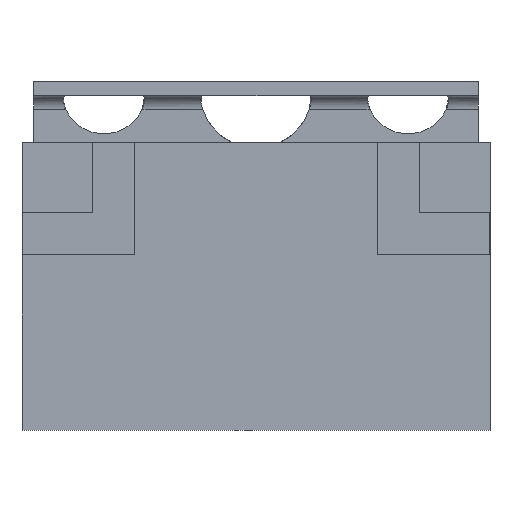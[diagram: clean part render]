
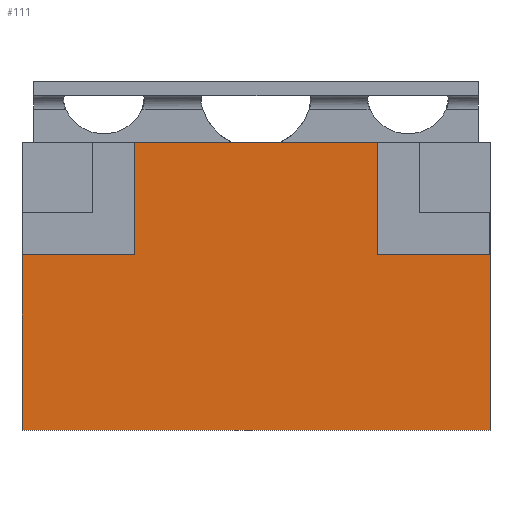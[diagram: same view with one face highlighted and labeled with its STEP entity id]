
A CAD part, left-side view. The second image highlights one B-rep face of the part: STEP entity #111.
In plain terms, the highlighted planar face has unit normal (-1, 0, 0).
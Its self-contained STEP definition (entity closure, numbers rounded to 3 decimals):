
#111=ADVANCED_FACE('',(#3265),#3267,.F.);
#3265=FACE_BOUND('',#3266,.T.);
#3266=EDGE_LOOP('',(#7840,#7841,#7842,#7843,#7844,#7845,#7846,#7847));
#3267=PLANE('',#3268);
#3268=AXIS2_PLACEMENT_3D('',#3269,#3270,#3271);
#3269=CARTESIAN_POINT('',(-2.,-5.,6.15));
#3270=DIRECTION('',(1.,0.,0.));
#3271=DIRECTION('',(0.,0.,-1.));
#7840=ORIENTED_EDGE('',*,*,#9668,.F.);
#7841=ORIENTED_EDGE('',*,*,#9700,.F.);
#7842=ORIENTED_EDGE('',*,*,#9701,.F.);
#7843=ORIENTED_EDGE('',*,*,#9684,.T.);
#7844=ORIENTED_EDGE('',*,*,#9702,.T.);
#7845=ORIENTED_EDGE('',*,*,#9703,.F.);
#7846=ORIENTED_EDGE('',*,*,#9704,.F.);
#7847=ORIENTED_EDGE('',*,*,#9705,.F.);
#9668=EDGE_CURVE('',#10607,#10609,#10610,.T.);
#9684=EDGE_CURVE('',#10640,#10638,#10641,.T.);
#9700=EDGE_CURVE('',#10668,#10607,#10669,.T.);
#9701=EDGE_CURVE('',#10640,#10668,#10670,.T.);
#9702=EDGE_CURVE('',#10638,#10671,#10672,.T.);
#9703=EDGE_CURVE('',#10673,#10671,#10674,.T.);
#9704=EDGE_CURVE('',#10675,#10673,#10676,.T.);
#9705=EDGE_CURVE('',#10609,#10675,#10677,.T.);
#10607=VERTEX_POINT('',#12162);
#10609=VERTEX_POINT('',#12166);
#10610=LINE('',#12167,#12168);
#10638=VERTEX_POINT('',#12225);
#10640=VERTEX_POINT('',#12229);
#10641=LINE('',#12230,#12231);
#10668=VERTEX_POINT('',#12289);
#10669=LINE('',#12290,#12291);
#10670=LINE('',#12293,#12294);
#10671=VERTEX_POINT('',#12296);
#10672=LINE('',#12297,#12298);
#10673=VERTEX_POINT('',#12300);
#10674=LINE('',#12301,#12302);
#10675=VERTEX_POINT('',#12304);
#10676=LINE('',#12305,#12306);
#10677=LINE('',#12308,#12309);
#12162=CARTESIAN_POINT('',(-2.,2.6,6.15));
#12166=CARTESIAN_POINT('',(-2.,-2.6,6.15));
#12167=CARTESIAN_POINT('',(-2.,2.6,6.15));
#12168=VECTOR('',#12169,1.);
#12169=DIRECTION('',(0.,-1.,0.));
#12225=CARTESIAN_POINT('',(-2.,5.,0.));
#12229=CARTESIAN_POINT('',(-2.,5.,3.75));
#12230=CARTESIAN_POINT('',(-2.,5.,3.75));
#12231=VECTOR('',#12232,1.);
#12232=DIRECTION('',(0.,0.,-1.));
#12289=CARTESIAN_POINT('',(-2.,2.6,3.75));
#12290=CARTESIAN_POINT('',(-2.,2.6,3.75));
#12291=VECTOR('',#12292,1.);
#12292=DIRECTION('',(0.,0.,1.));
#12293=CARTESIAN_POINT('',(-2.,5.,3.75));
#12294=VECTOR('',#12295,1.);
#12295=DIRECTION('',(0.,-1.,0.));
#12296=CARTESIAN_POINT('',(-2.,-5.,0.));
#12297=CARTESIAN_POINT('',(-2.,5.,0.));
#12298=VECTOR('',#12299,1.);
#12299=DIRECTION('',(0.,-1.,0.));
#12300=CARTESIAN_POINT('',(-2.,-5.,3.75));
#12301=CARTESIAN_POINT('',(-2.,-5.,3.75));
#12302=VECTOR('',#12303,1.);
#12303=DIRECTION('',(0.,0.,-1.));
#12304=CARTESIAN_POINT('',(-2.,-2.6,3.75));
#12305=CARTESIAN_POINT('',(-2.,-2.6,3.75));
#12306=VECTOR('',#12307,1.);
#12307=DIRECTION('',(0.,-1.,0.));
#12308=CARTESIAN_POINT('',(-2.,-2.6,6.15));
#12309=VECTOR('',#12310,1.);
#12310=DIRECTION('',(0.,0.,-1.));
